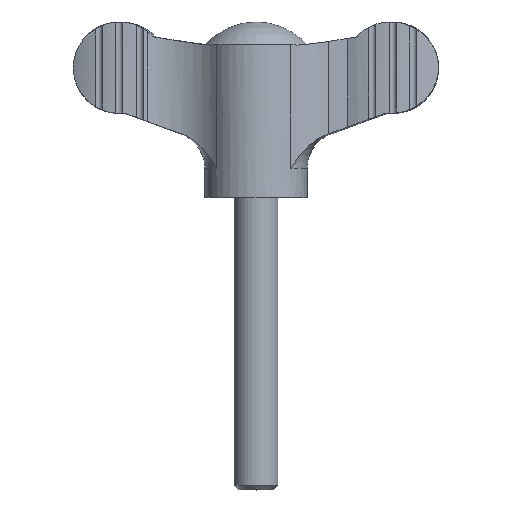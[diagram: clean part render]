
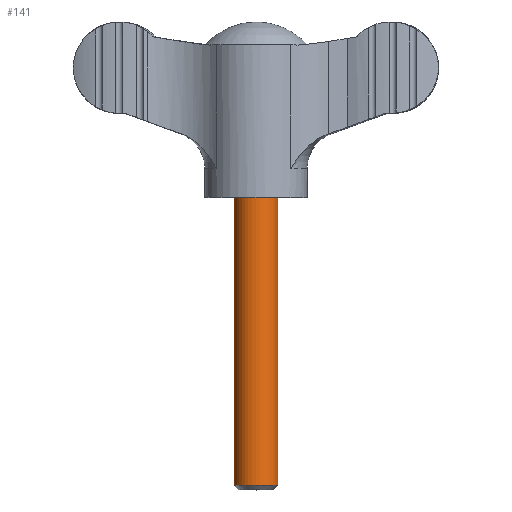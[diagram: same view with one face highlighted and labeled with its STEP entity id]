
A CAD part, top view. The second image highlights one B-rep face of the part: STEP entity #141.
In plain terms, the highlighted cylindrical face has radius 3 mm (diameter 6 mm), a full revolution.
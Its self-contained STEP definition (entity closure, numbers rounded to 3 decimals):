
#141 = ADVANCED_FACE( '', ( #296, #297 ), #298, .T. );
#296 = FACE_OUTER_BOUND( '', #462, .T. );
#297 = FACE_OUTER_BOUND( '', #463, .T. );
#298 = CYLINDRICAL_SURFACE( '', #464, 3. );
#462 = EDGE_LOOP( '', ( #857 ) );
#463 = EDGE_LOOP( '', ( #858 ) );
#464 = AXIS2_PLACEMENT_3D( '', #859, #860, #861 );
#857 = ORIENTED_EDGE( '', *, *, #1055, .F. );
#858 = ORIENTED_EDGE( '', *, *, #1166, .T. );
#859 = CARTESIAN_POINT( '', ( 0., -40., 0. ) );
#860 = DIRECTION( '', ( 0., 1., 0. ) );
#861 = DIRECTION( '', ( 0., 0., -1. ) );
#1055 = EDGE_CURVE( '', #1285, #1285, #1286, .T. );
#1166 = EDGE_CURVE( '', #1446, #1446, #1447, .F. );
#1285 = VERTEX_POINT( '', #1799 );
#1286 = CIRCLE( '', #1800, 3. );
#1446 = VERTEX_POINT( '', #2358 );
#1447 = CIRCLE( '', #2359, 3. );
#1799 = CARTESIAN_POINT( '', ( 0., -39.387, -3. ) );
#1800 = AXIS2_PLACEMENT_3D( '', #2408, #2409, #2410 );
#2358 = CARTESIAN_POINT( '', ( 0., 0., 3. ) );
#2359 = AXIS2_PLACEMENT_3D( '', #2468, #2469, #2470 );
#2408 = CARTESIAN_POINT( '', ( 0., -39.387, 0. ) );
#2409 = DIRECTION( '', ( 0., -1., 0. ) );
#2410 = DIRECTION( '', ( 0., 0., -1. ) );
#2468 = CARTESIAN_POINT( '', ( 0., 0., 0. ) );
#2469 = DIRECTION( '', ( 0., 1., 0. ) );
#2470 = DIRECTION( '', ( 0., 0., 1. ) );
